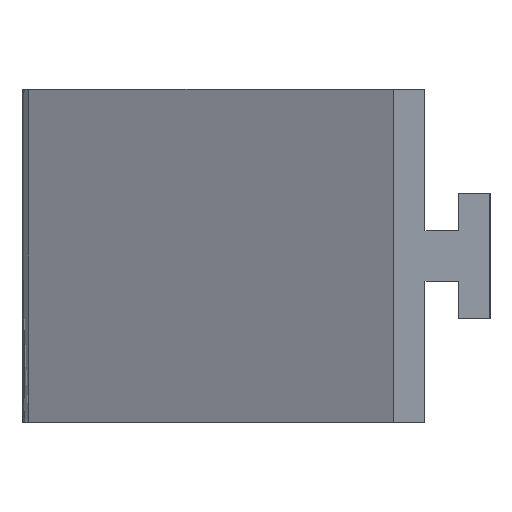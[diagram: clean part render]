
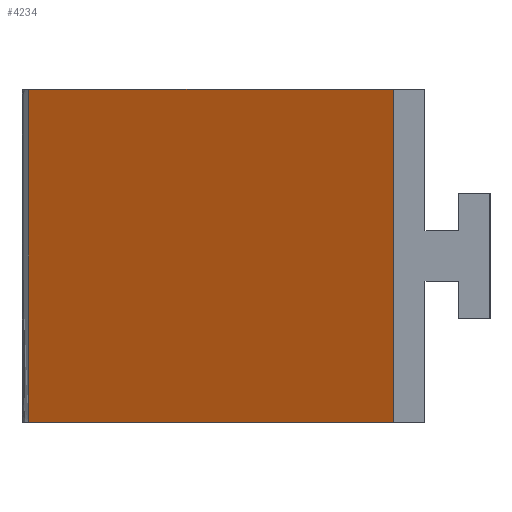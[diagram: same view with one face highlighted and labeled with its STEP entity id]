
A CAD part, left-side view. The second image highlights one B-rep face of the part: STEP entity #4234.
In plain terms, the highlighted free-form (B-spline) face has degree [1, 1] with [2, 2] control points.
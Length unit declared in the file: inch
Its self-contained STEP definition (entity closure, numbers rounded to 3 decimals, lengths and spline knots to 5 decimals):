
#4156=CARTESIAN_POINT('V344',(-12.12384,2.17574,
   -0.9945));
#4157=VERTEX_POINT('V344',#4156);
#4177=CARTESIAN_POINT('V284',(-12.36757,2.17574,
   0.99059));
#4178=VERTEX_POINT('V284',#4177);
#4179=CARTESIAN_POINT('E120',(-12.12384,2.17574,
   -0.9945));
#4180=CARTESIAN_POINT('E120',(-12.36757,2.17574,
   0.99059));
#4181=B_SPLINE_CURVE_WITH_KNOTS('E120',1,(#4179,#4180),
   .POLYLINE_FORM.,.F.,.U.,(2,2),(1.52112,
   13.5134),.UNSPECIFIED.);
#4182=EDGE_CURVE('E120',#4157,#4178,#4181,.T.);
#4207=CARTESIAN_POINT('F21',(-13.24711,0.,
   0.9945));
#4208=CARTESIAN_POINT('F21',(-12.32353,2.32039,
   1.1079));
#4209=CARTESIAN_POINT('F21',(-12.98849,0.,
   -1.11181));
#4210=CARTESIAN_POINT('F21',(-12.06491,2.32039,
   -0.99841));
#4211=B_SPLINE_SURFACE_WITH_KNOTS('F21',1,1,((#4207,#4209),(#4208,
   #4210)),.PLANE_SURF.,.F.,.F.,.U.,(2,2),(2,2),(0.0,
   1.17807),(0.0,1.0),.UNSPECIFIED.);
#4212=ORIENTED_EDGE('E120',*,*,#4182,.F.);
#4213=CARTESIAN_POINT('V345',(-13.00289,0.,
   -0.9945));
#4214=VERTEX_POINT('V345',#4213);
#4215=CARTESIAN_POINT('E122',(-12.12384,2.17574,
   -0.9945));
#4216=CARTESIAN_POINT('E122',(-13.00289,0.,
   -0.9945));
#4217=QUASI_UNIFORM_CURVE('E122',1,(#4215,#4216),.POLYLINE_FORM.,.F.,
   .U.);
#4218=EDGE_CURVE('E122',#4157,#4214,#4217,.T.);
#4219=ORIENTED_EDGE('E122',*,*,#4218,.T.);
#4220=CARTESIAN_POINT('V285',(-13.24687,0.,
   0.99255));
#4221=VERTEX_POINT('V285',#4220);
#4222=CARTESIAN_POINT('E123',(-13.00289,0.,
   -0.9945));
#4223=CARTESIAN_POINT('E123',(-13.24711,0.,
   0.9945));
#4224=B_SPLINE_CURVE_WITH_KNOTS('E123',1,(#4222,#4223),
   .POLYLINE_FORM.,.F.,.U.,(2,2),(0.0,0.94431),
   .UNSPECIFIED.);
#4225=EDGE_CURVE('E123',#4214,#4221,#4224,.T.);
#4226=ORIENTED_EDGE('E123',*,*,#4225,.T.);
#4227=CARTESIAN_POINT('E44',(-12.36757,2.17574,
   0.99059));
#4228=CARTESIAN_POINT('E44',(-13.24663,0.,
   0.99059));
#4229=QUASI_UNIFORM_CURVE('E44',1,(#4227,#4228),.POLYLINE_FORM.,.F.,
   .U.);
#4230=EDGE_CURVE('E44',#4178,#4221,#4229,.T.);
#4231=ORIENTED_EDGE('E44',*,*,#4230,.F.);
#4232=EDGE_LOOP('F21',(#4212,#4219,#4226,#4231));
#4233=FACE_OUTER_BOUND('F21',#4232,.T.);
#4234=ADVANCED_FACE('F21',(#4233),#4211,.T.);
